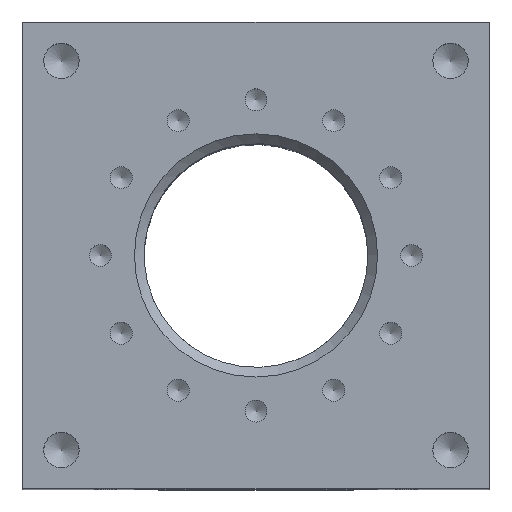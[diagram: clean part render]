
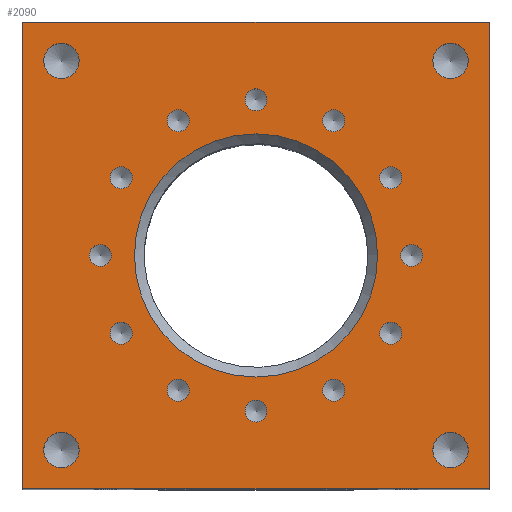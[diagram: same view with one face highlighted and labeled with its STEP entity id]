
A CAD part, top view. The second image highlights one B-rep face of the part: STEP entity #2090.
In plain terms, the highlighted planar face has unit normal (0, 0, 1).
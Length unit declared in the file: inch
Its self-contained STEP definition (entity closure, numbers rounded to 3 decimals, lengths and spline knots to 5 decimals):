
#47=LINE('',#3460,#83);
#51=LINE('',#3492,#87);
#56=LINE('',#3528,#92);
#62=LINE('',#3646,#98);
#83=VECTOR('',#2681,0.3937);
#87=VECTOR('',#2713,0.3937);
#92=VECTOR('',#2746,0.3937);
#98=VECTOR('',#2882,0.3937);
#112=PLANE('',#2384);
#202=FACE_BOUND('',#694,.T.);
#203=FACE_BOUND('',#695,.T.);
#204=FACE_BOUND('',#696,.T.);
#205=FACE_BOUND('',#697,.T.);
#206=FACE_BOUND('',#698,.T.);
#207=FACE_BOUND('',#699,.T.);
#208=FACE_BOUND('',#700,.T.);
#209=FACE_BOUND('',#701,.T.);
#210=FACE_BOUND('',#702,.T.);
#211=FACE_BOUND('',#703,.T.);
#212=FACE_BOUND('',#704,.T.);
#213=FACE_BOUND('',#705,.T.);
#214=FACE_BOUND('',#706,.T.);
#215=FACE_BOUND('',#707,.T.);
#216=FACE_BOUND('',#708,.T.);
#217=FACE_BOUND('',#709,.T.);
#218=FACE_BOUND('',#710,.T.);
#418=FACE_OUTER_BOUND('',#693,.T.);
#693=EDGE_LOOP('',(#1726,#1727,#1728,#1729));
#694=EDGE_LOOP('',(#1730));
#695=EDGE_LOOP('',(#1731));
#696=EDGE_LOOP('',(#1732));
#697=EDGE_LOOP('',(#1733));
#698=EDGE_LOOP('',(#1734));
#699=EDGE_LOOP('',(#1735));
#700=EDGE_LOOP('',(#1736));
#701=EDGE_LOOP('',(#1737));
#702=EDGE_LOOP('',(#1738));
#703=EDGE_LOOP('',(#1739));
#704=EDGE_LOOP('',(#1740));
#705=EDGE_LOOP('',(#1741));
#706=EDGE_LOOP('',(#1742));
#707=EDGE_LOOP('',(#1743));
#708=EDGE_LOOP('',(#1744));
#709=EDGE_LOOP('',(#1745));
#710=EDGE_LOOP('',(#1746));
#975=CIRCLE('',#2312,0.455);
#977=CIRCLE('',#2316,0.455);
#979=CIRCLE('',#2320,0.455);
#981=CIRCLE('',#2324,0.455);
#1014=CIRCLE('',#2382,3.125);
#1015=CIRCLE('',#2385,0.2825);
#1016=CIRCLE('',#2386,0.2825);
#1017=CIRCLE('',#2387,0.2825);
#1018=CIRCLE('',#2388,0.2825);
#1019=CIRCLE('',#2389,0.2825);
#1020=CIRCLE('',#2390,0.2825);
#1021=CIRCLE('',#2391,0.2825);
#1022=CIRCLE('',#2392,0.2825);
#1023=CIRCLE('',#2393,0.2825);
#1024=CIRCLE('',#2394,0.2825);
#1025=CIRCLE('',#2395,0.2825);
#1026=CIRCLE('',#2396,0.2825);
#1122=VERTEX_POINT('',#3457);
#1123=VERTEX_POINT('',#3459);
#1137=VERTEX_POINT('',#3490);
#1154=VERTEX_POINT('',#3526);
#1171=VERTEX_POINT('',#3567);
#1173=VERTEX_POINT('',#3573);
#1175=VERTEX_POINT('',#3579);
#1177=VERTEX_POINT('',#3585);
#1218=VERTEX_POINT('',#3686);
#1219=VERTEX_POINT('',#3690);
#1220=VERTEX_POINT('',#3692);
#1221=VERTEX_POINT('',#3694);
#1222=VERTEX_POINT('',#3696);
#1223=VERTEX_POINT('',#3698);
#1224=VERTEX_POINT('',#3700);
#1225=VERTEX_POINT('',#3702);
#1226=VERTEX_POINT('',#3704);
#1227=VERTEX_POINT('',#3706);
#1228=VERTEX_POINT('',#3708);
#1229=VERTEX_POINT('',#3710);
#1230=VERTEX_POINT('',#3712);
#1331=EDGE_CURVE('',#1122,#1123,#47,.T.);
#1348=EDGE_CURVE('',#1137,#1122,#51,.T.);
#1366=EDGE_CURVE('',#1154,#1137,#56,.T.);
#1385=EDGE_CURVE('',#1171,#1171,#975,.T.);
#1387=EDGE_CURVE('',#1173,#1173,#977,.T.);
#1389=EDGE_CURVE('',#1175,#1175,#979,.T.);
#1391=EDGE_CURVE('',#1177,#1177,#981,.T.);
#1419=EDGE_CURVE('',#1123,#1154,#62,.T.);
#1438=EDGE_CURVE('',#1218,#1218,#1014,.T.);
#1439=EDGE_CURVE('',#1219,#1219,#1015,.T.);
#1440=EDGE_CURVE('',#1220,#1220,#1016,.T.);
#1441=EDGE_CURVE('',#1221,#1221,#1017,.T.);
#1442=EDGE_CURVE('',#1222,#1222,#1018,.T.);
#1443=EDGE_CURVE('',#1223,#1223,#1019,.T.);
#1444=EDGE_CURVE('',#1224,#1224,#1020,.T.);
#1445=EDGE_CURVE('',#1225,#1225,#1021,.T.);
#1446=EDGE_CURVE('',#1226,#1226,#1022,.T.);
#1447=EDGE_CURVE('',#1227,#1227,#1023,.T.);
#1448=EDGE_CURVE('',#1228,#1228,#1024,.T.);
#1449=EDGE_CURVE('',#1229,#1229,#1025,.T.);
#1450=EDGE_CURVE('',#1230,#1230,#1026,.T.);
#1726=ORIENTED_EDGE('',*,*,#1331,.F.);
#1727=ORIENTED_EDGE('',*,*,#1348,.F.);
#1728=ORIENTED_EDGE('',*,*,#1366,.F.);
#1729=ORIENTED_EDGE('',*,*,#1419,.F.);
#1730=ORIENTED_EDGE('',*,*,#1385,.T.);
#1731=ORIENTED_EDGE('',*,*,#1387,.T.);
#1732=ORIENTED_EDGE('',*,*,#1389,.T.);
#1733=ORIENTED_EDGE('',*,*,#1391,.T.);
#1734=ORIENTED_EDGE('',*,*,#1439,.T.);
#1735=ORIENTED_EDGE('',*,*,#1440,.T.);
#1736=ORIENTED_EDGE('',*,*,#1441,.T.);
#1737=ORIENTED_EDGE('',*,*,#1442,.T.);
#1738=ORIENTED_EDGE('',*,*,#1443,.T.);
#1739=ORIENTED_EDGE('',*,*,#1444,.T.);
#1740=ORIENTED_EDGE('',*,*,#1445,.T.);
#1741=ORIENTED_EDGE('',*,*,#1446,.T.);
#1742=ORIENTED_EDGE('',*,*,#1447,.T.);
#1743=ORIENTED_EDGE('',*,*,#1448,.T.);
#1744=ORIENTED_EDGE('',*,*,#1449,.T.);
#1745=ORIENTED_EDGE('',*,*,#1450,.T.);
#1746=ORIENTED_EDGE('',*,*,#1438,.F.);
#2090=ADVANCED_FACE('',(#418,#202,#203,#204,#205,#206,#207,#208,#209,#210,
#211,#212,#213,#214,#215,#216,#217,#218),#112,.T.);
#2312=AXIS2_PLACEMENT_3D('',#3568,#2787,#2788);
#2316=AXIS2_PLACEMENT_3D('',#3574,#2795,#2796);
#2320=AXIS2_PLACEMENT_3D('',#3580,#2803,#2804);
#2324=AXIS2_PLACEMENT_3D('',#3586,#2811,#2812);
#2382=AXIS2_PLACEMENT_3D('',#3687,#2929,#2930);
#2384=AXIS2_PLACEMENT_3D('',#3689,#2933,#2934);
#2385=AXIS2_PLACEMENT_3D('',#3691,#2935,#2936);
#2386=AXIS2_PLACEMENT_3D('',#3693,#2937,#2938);
#2387=AXIS2_PLACEMENT_3D('',#3695,#2939,#2940);
#2388=AXIS2_PLACEMENT_3D('',#3697,#2941,#2942);
#2389=AXIS2_PLACEMENT_3D('',#3699,#2943,#2944);
#2390=AXIS2_PLACEMENT_3D('',#3701,#2945,#2946);
#2391=AXIS2_PLACEMENT_3D('',#3703,#2947,#2948);
#2392=AXIS2_PLACEMENT_3D('',#3705,#2949,#2950);
#2393=AXIS2_PLACEMENT_3D('',#3707,#2951,#2952);
#2394=AXIS2_PLACEMENT_3D('',#3709,#2953,#2954);
#2395=AXIS2_PLACEMENT_3D('',#3711,#2955,#2956);
#2396=AXIS2_PLACEMENT_3D('',#3713,#2957,#2958);
#2681=DIRECTION('',(0.,1.,0.));
#2713=DIRECTION('',(-1.,0.,0.));
#2746=DIRECTION('',(0.,-1.,0.));
#2787=DIRECTION('center_axis',(0.,0.,-1.));
#2788=DIRECTION('ref_axis',(1.,0.,0.));
#2795=DIRECTION('center_axis',(0.,0.,-1.));
#2796=DIRECTION('ref_axis',(1.,0.,0.));
#2803=DIRECTION('center_axis',(0.,0.,-1.));
#2804=DIRECTION('ref_axis',(1.,0.,0.));
#2811=DIRECTION('center_axis',(0.,0.,-1.));
#2812=DIRECTION('ref_axis',(1.,0.,0.));
#2882=DIRECTION('',(1.,0.,0.));
#2929=DIRECTION('center_axis',(0.,0.,1.));
#2930=DIRECTION('ref_axis',(-1.,0.,0.));
#2933=DIRECTION('center_axis',(0.,0.,1.));
#2934=DIRECTION('ref_axis',(1.,0.,0.));
#2935=DIRECTION('center_axis',(0.,0.,-1.));
#2936=DIRECTION('ref_axis',(1.,0.,0.));
#2937=DIRECTION('center_axis',(0.,0.,-1.));
#2938=DIRECTION('ref_axis',(1.,0.,0.));
#2939=DIRECTION('center_axis',(0.,0.,-1.));
#2940=DIRECTION('ref_axis',(1.,0.,0.));
#2941=DIRECTION('center_axis',(0.,0.,-1.));
#2942=DIRECTION('ref_axis',(1.,0.,0.));
#2943=DIRECTION('center_axis',(0.,0.,-1.));
#2944=DIRECTION('ref_axis',(1.,0.,0.));
#2945=DIRECTION('center_axis',(0.,0.,-1.));
#2946=DIRECTION('ref_axis',(1.,0.,0.));
#2947=DIRECTION('center_axis',(0.,0.,-1.));
#2948=DIRECTION('ref_axis',(1.,0.,0.));
#2949=DIRECTION('center_axis',(0.,0.,-1.));
#2950=DIRECTION('ref_axis',(1.,0.,0.));
#2951=DIRECTION('center_axis',(0.,0.,-1.));
#2952=DIRECTION('ref_axis',(1.,0.,0.));
#2953=DIRECTION('center_axis',(0.,0.,-1.));
#2954=DIRECTION('ref_axis',(1.,0.,0.));
#2955=DIRECTION('center_axis',(0.,0.,-1.));
#2956=DIRECTION('ref_axis',(1.,0.,0.));
#2957=DIRECTION('center_axis',(0.,0.,-1.));
#2958=DIRECTION('ref_axis',(1.,0.,0.));
#3457=CARTESIAN_POINT('',(0.,0.,16.));
#3459=CARTESIAN_POINT('',(0.,12.,16.));
#3460=CARTESIAN_POINT('',(0.,12.,16.));
#3490=CARTESIAN_POINT('',(12.,0.,16.));
#3492=CARTESIAN_POINT('',(0.,0.,16.));
#3526=CARTESIAN_POINT('',(12.,12.,16.));
#3528=CARTESIAN_POINT('',(12.,0.,16.));
#3567=CARTESIAN_POINT('',(1.455,1.,16.));
#3568=CARTESIAN_POINT('Origin',(1.,1.,16.));
#3573=CARTESIAN_POINT('',(11.455,1.,16.));
#3574=CARTESIAN_POINT('Origin',(11.,1.,16.));
#3579=CARTESIAN_POINT('',(11.455,11.,16.));
#3580=CARTESIAN_POINT('Origin',(11.,11.,16.));
#3585=CARTESIAN_POINT('',(1.455,11.,16.));
#3586=CARTESIAN_POINT('Origin',(1.,11.,16.));
#3646=CARTESIAN_POINT('',(12.,12.,16.));
#3686=CARTESIAN_POINT('',(9.125,6.,16.));
#3687=CARTESIAN_POINT('Origin',(6.,6.,16.));
#3689=CARTESIAN_POINT('Origin',(6.,6.,16.));
#3690=CARTESIAN_POINT('',(6.2825,10.,16.));
#3691=CARTESIAN_POINT('Origin',(6.,10.,16.));
#3692=CARTESIAN_POINT('',(4.2825,9.4641,16.));
#3693=CARTESIAN_POINT('Origin',(4.,9.4641,16.));
#3694=CARTESIAN_POINT('',(2.8184,8.,16.));
#3695=CARTESIAN_POINT('Origin',(2.5359,8.,16.));
#3696=CARTESIAN_POINT('',(2.2825,6.,16.));
#3697=CARTESIAN_POINT('Origin',(2.,6.,16.));
#3698=CARTESIAN_POINT('',(2.8184,4.,16.));
#3699=CARTESIAN_POINT('Origin',(2.5359,4.,16.));
#3700=CARTESIAN_POINT('',(4.2825,2.5359,16.));
#3701=CARTESIAN_POINT('Origin',(4.,2.5359,16.));
#3702=CARTESIAN_POINT('',(6.2825,2.,16.));
#3703=CARTESIAN_POINT('Origin',(6.,2.,16.));
#3704=CARTESIAN_POINT('',(8.2825,2.5359,16.));
#3705=CARTESIAN_POINT('Origin',(8.,2.5359,16.));
#3706=CARTESIAN_POINT('',(9.7466,4.,16.));
#3707=CARTESIAN_POINT('Origin',(9.4641,4.,16.));
#3708=CARTESIAN_POINT('',(10.2825,6.,16.));
#3709=CARTESIAN_POINT('Origin',(10.,6.,16.));
#3710=CARTESIAN_POINT('',(9.7466,8.,16.));
#3711=CARTESIAN_POINT('Origin',(9.4641,8.,16.));
#3712=CARTESIAN_POINT('',(8.2825,9.4641,16.));
#3713=CARTESIAN_POINT('Origin',(8.,9.4641,16.));
